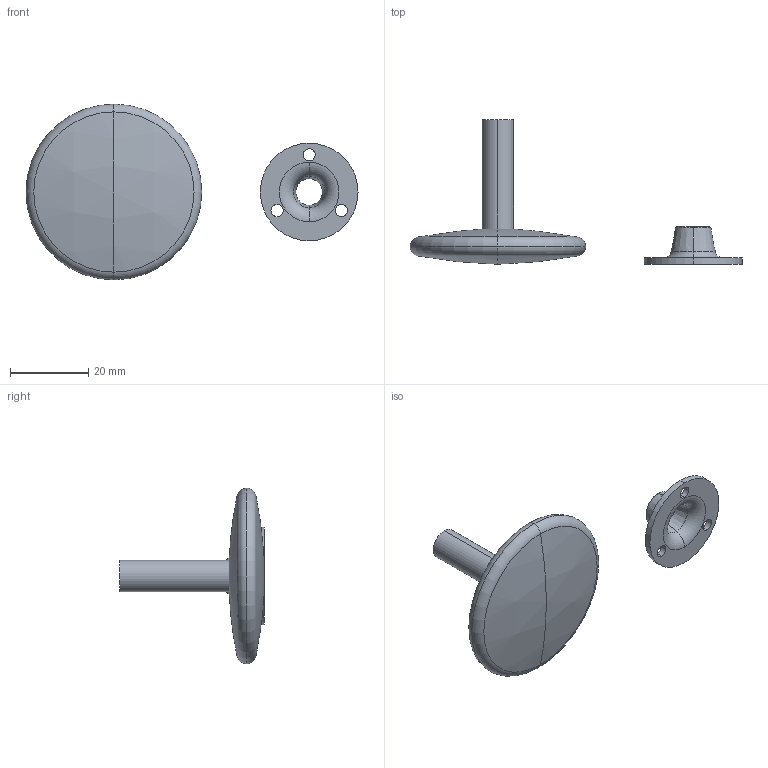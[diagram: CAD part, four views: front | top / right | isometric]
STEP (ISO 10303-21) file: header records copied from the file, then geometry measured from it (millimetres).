
FILE_DESCRIPTION (( 'STEP AP203' ), '1' );
FILE_NAME ('KC-27-4.STEP', '2020-05-28T02:17:36', ( '' ), ( '' ), 'SwSTEP 2.0', 'SolidWorks 2018', '' );
FILE_SCHEMA (( 'CONFIG_CONTROL_DESIGN' ));
Length unit declared in the file: millimetre
Products named in the file (3): KC-27-4本体_; KC-27-4受座_; KC-27-4
Assembly tree (2 placements, depth 2):
  KC-27-4
    KC-27-4本体_
    KC-27-4受座_
Bounding box: 85 x 37 x 45 mm (x, y, z)
Volume: 12521.5 mm3; surface area: 5711.8 mm2
Topology: 2 solids, 2 shells, 34 faces, 72 edges, 43 vertices
Faces by surface type: cylinder 12, torus 8, cone 6, sphere 4, plane 4
Entity records: 1251 total; most frequent: DIRECTION 204, CARTESIAN_POINT 154, ORIENTED_EDGE 144, AXIS2_PLACEMENT_3D 93, EDGE_CURVE 72, CIRCLE 54, VERTEX_POINT 43, EDGE_LOOP 43
